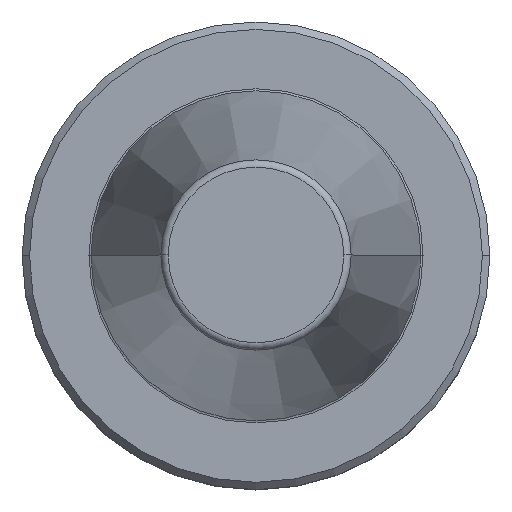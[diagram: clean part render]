
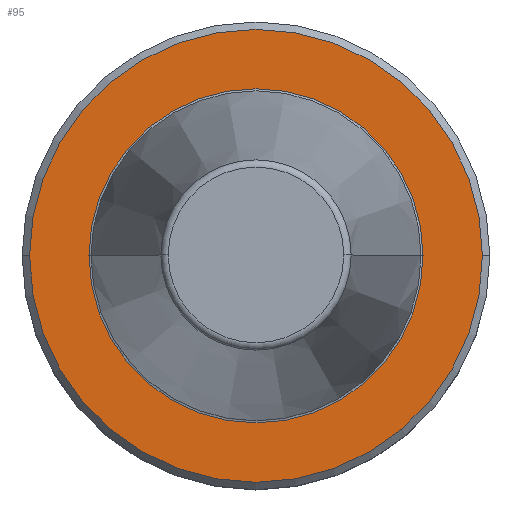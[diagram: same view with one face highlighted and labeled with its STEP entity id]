
A CAD part, top view. The second image highlights one B-rep face of the part: STEP entity #95.
In plain terms, the highlighted planar face has unit normal (0, 0, 1).
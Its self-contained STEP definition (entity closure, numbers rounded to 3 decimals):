
#2 = DIRECTION ( 'NONE',  ( 1., 0., 0. ) ) ;
#44 = CIRCLE ( 'NONE', #228, 22.5 ) ;
#52 = DIRECTION ( 'NONE',  ( 0., 0., 1. ) ) ;
#95 = ADVANCED_FACE ( 'NONE', ( #930, #484 ), #388, .F. ) ;
#176 = AXIS2_PLACEMENT_3D ( 'NONE', #863, #855, #2 ) ;
#185 = VERTEX_POINT ( 'NONE', #733 ) ;
#211 = CARTESIAN_POINT ( 'NONE',  ( -30.5, 0., -1.311 ) ) ;
#228 = AXIS2_PLACEMENT_3D ( 'NONE', #325, #741, #756 ) ;
#258 = CIRCLE ( 'NONE', #176, 22.5 ) ;
#325 = CARTESIAN_POINT ( 'NONE',  ( 0., 0., -1.311 ) ) ;
#329 = EDGE_CURVE ( 'NONE', #633, #807, #822, .T. ) ;
#352 = EDGE_CURVE ( 'NONE', #807, #633, #767, .T. ) ;
#366 = VERTEX_POINT ( 'NONE', #409 ) ;
#388 = PLANE ( 'NONE',  #1014 ) ;
#405 = AXIS2_PLACEMENT_3D ( 'NONE', #939, #52, #730 ) ;
#409 = CARTESIAN_POINT ( 'NONE',  ( -22.5, 0., -1.311 ) ) ;
#416 = AXIS2_PLACEMENT_3D ( 'NONE', #764, #1021, #916 ) ;
#436 = EDGE_LOOP ( 'NONE', ( #449, #883 ) ) ;
#449 = ORIENTED_EDGE ( 'NONE', *, *, #352, .T. ) ;
#484 = FACE_OUTER_BOUND ( 'NONE', #436, .T. ) ;
#509 = DIRECTION ( 'NONE',  ( -1., 0., 0. ) ) ;
#536 = EDGE_LOOP ( 'NONE', ( #795, #847 ) ) ;
#633 = VERTEX_POINT ( 'NONE', #875 ) ;
#641 = EDGE_CURVE ( 'NONE', #366, #185, #44, .T. ) ;
#660 = CARTESIAN_POINT ( 'NONE',  ( 0., 30.5, -1.311 ) ) ;
#705 = EDGE_CURVE ( 'NONE', #185, #366, #258, .T. ) ;
#713 = DIRECTION ( 'NONE',  ( 0., 0., -1. ) ) ;
#730 = DIRECTION ( 'NONE',  ( 1., 0., 0. ) ) ;
#733 = CARTESIAN_POINT ( 'NONE',  ( 22.5, 0., -1.311 ) ) ;
#741 = DIRECTION ( 'NONE',  ( 0., 0., 1. ) ) ;
#756 = DIRECTION ( 'NONE',  ( 1., 0., 0. ) ) ;
#764 = CARTESIAN_POINT ( 'NONE',  ( 0., 0., -1.311 ) ) ;
#767 = CIRCLE ( 'NONE', #416, 30.5 ) ;
#795 = ORIENTED_EDGE ( 'NONE', *, *, #705, .F. ) ;
#807 = VERTEX_POINT ( 'NONE', #211 ) ;
#822 = CIRCLE ( 'NONE', #405, 30.5 ) ;
#847 = ORIENTED_EDGE ( 'NONE', *, *, #641, .F. ) ;
#855 = DIRECTION ( 'NONE',  ( 0., 0., 1. ) ) ;
#863 = CARTESIAN_POINT ( 'NONE',  ( 0., 0., -1.311 ) ) ;
#875 = CARTESIAN_POINT ( 'NONE',  ( 30.5, 0., -1.311 ) ) ;
#883 = ORIENTED_EDGE ( 'NONE', *, *, #329, .T. ) ;
#916 = DIRECTION ( 'NONE',  ( 1., 0., 0. ) ) ;
#930 = FACE_BOUND ( 'NONE', #536, .T. ) ;
#939 = CARTESIAN_POINT ( 'NONE',  ( 0., 0., -1.311 ) ) ;
#1014 = AXIS2_PLACEMENT_3D ( 'NONE', #660, #713, #509 ) ;
#1021 = DIRECTION ( 'NONE',  ( 0., 0., 1. ) ) ;
